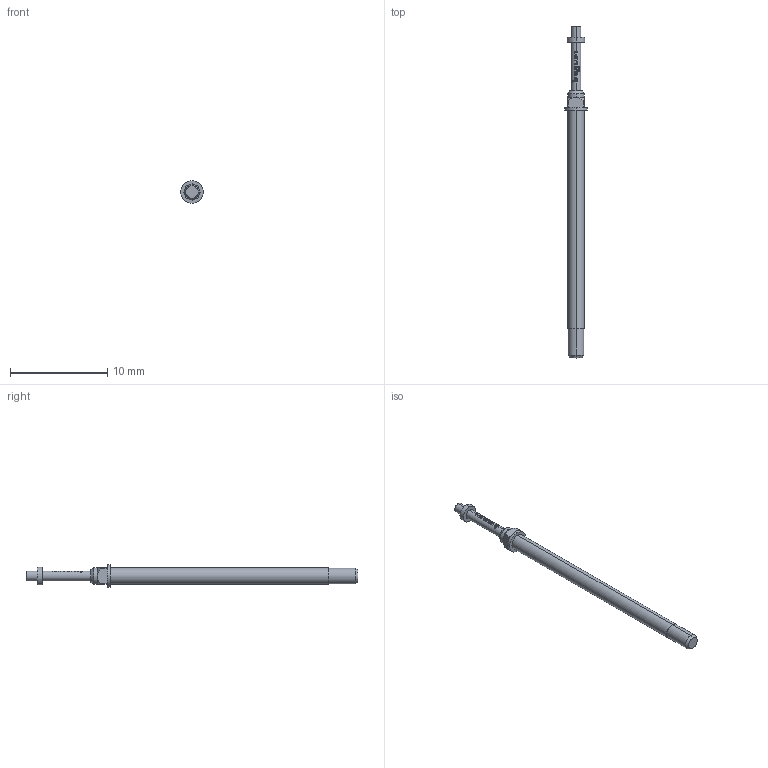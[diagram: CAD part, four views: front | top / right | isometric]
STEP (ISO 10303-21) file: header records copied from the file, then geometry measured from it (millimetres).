
FILE_DESCRIPTION (( 'STEP AP203' ), '1' );
FILE_NAME ('INGUN_T-112_302_100_115_180Axx02M.STEP', '2023-09-11T07:34:30', ( '' ), ( '' ), 'SwSTEP 2.0', 'SolidWorks 2021', '' );
FILE_SCHEMA (( 'CONFIG_CONTROL_DESIGN' ));
Length unit declared in the file: millimetre
Products named in the file (1): INGUN_T-112_302_100_115_180Axx02M
Bounding box: 2.3 x 34.15 x 2.3 mm (x, y, z)
Volume: 65.6 mm3; surface area: 176.5 mm2
Topology: 1 solids, 1 shells, 119 faces, 322 edges, 210 vertices
Faces by surface type: plane 54, cylinder 33, bspline 22, cone 10
Entity records: 4125 total; most frequent: CARTESIAN_POINT 1192, ORIENTED_EDGE 644, DIRECTION 542, EDGE_CURVE 322, AXIS2_PLACEMENT_3D 216, VERTEX_POINT 210, EDGE_LOOP 124, ADVANCED_FACE 119
